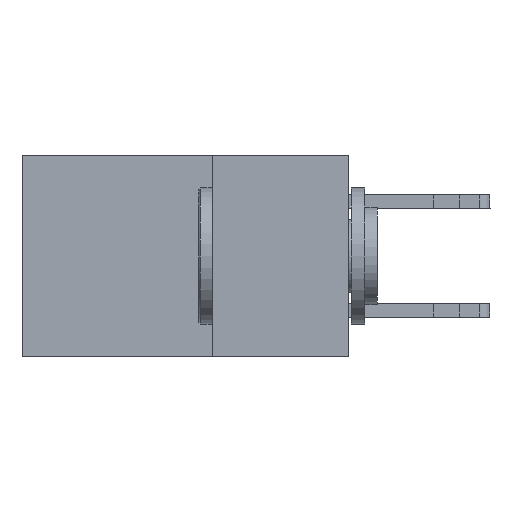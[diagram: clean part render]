
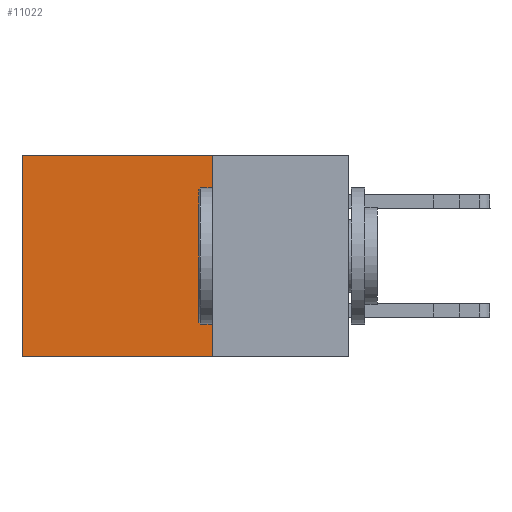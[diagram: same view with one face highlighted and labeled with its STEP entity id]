
A CAD part, left-side view. The second image highlights one B-rep face of the part: STEP entity #11022.
In plain terms, the highlighted planar face has unit normal (-1, 0, 0).
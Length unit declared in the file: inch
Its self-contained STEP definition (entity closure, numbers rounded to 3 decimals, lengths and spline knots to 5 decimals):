
#338 = VECTOR ( 'NONE', #14739, 39.37008 ) ;
#493 = EDGE_CURVE ( 'NONE', #6965, #10700, #10708, .T. ) ;
#1000 = EDGE_CURVE ( 'NONE', #19558, #6785, #2077, .T. ) ;
#1192 = ORIENTED_EDGE ( 'NONE', *, *, #16564, .T. ) ;
#2077 = LINE ( 'NONE', #5372, #338 ) ;
#2701 = LINE ( 'NONE', #20874, #20486 ) ;
#2922 = DIRECTION ( 'NONE',  ( 0., 0., -1. ) ) ;
#3068 = CARTESIAN_POINT ( 'NONE',  ( 0.2615, 0.6, 0. ) ) ;
#3354 = EDGE_LOOP ( 'NONE', ( #11310, #13081, #6376, #1192 ) ) ;
#3794 = CARTESIAN_POINT ( 'NONE',  ( 0.2615, 0.6, -0.37 ) ) ;
#4823 = CARTESIAN_POINT ( 'NONE',  ( 0.2615, 0.25, -0.37 ) ) ;
#5029 = DIRECTION ( 'NONE',  ( 0., 1., 0. ) ) ;
#5372 = CARTESIAN_POINT ( 'NONE',  ( 0.2615, 0.25, -0.37 ) ) ;
#5780 = CARTESIAN_POINT ( 'NONE',  ( 0.2615, 0.25, 0. ) ) ;
#6376 = ORIENTED_EDGE ( 'NONE', *, *, #1000, .F. ) ;
#6785 = VERTEX_POINT ( 'NONE', #4823 ) ;
#6965 = VERTEX_POINT ( 'NONE', #3068 ) ;
#8170 = AXIS2_PLACEMENT_3D ( 'NONE', #10228, #13744, #2922 ) ;
#10228 = CARTESIAN_POINT ( 'NONE',  ( 0.2615, 0.25, -0.37 ) ) ;
#10700 = VERTEX_POINT ( 'NONE', #3794 ) ;
#10708 = LINE ( 'NONE', #16730, #14769 ) ;
#11022 = ADVANCED_FACE ( 'NONE', ( #22112 ), #20620, .F. ) ;
#11310 = ORIENTED_EDGE ( 'NONE', *, *, #493, .T. ) ;
#13081 = ORIENTED_EDGE ( 'NONE', *, *, #19961, .F. ) ;
#13744 = DIRECTION ( 'NONE',  ( 1., 0., 0. ) ) ;
#14173 = VECTOR ( 'NONE', #16696, 39.37008 ) ;
#14739 = DIRECTION ( 'NONE',  ( 0., 0., -1. ) ) ;
#14769 = VECTOR ( 'NONE', #21145, 39.37008 ) ;
#16564 = EDGE_CURVE ( 'NONE', #19558, #6965, #22268, .T. ) ;
#16696 = DIRECTION ( 'NONE',  ( 0., 1., 0. ) ) ;
#16730 = CARTESIAN_POINT ( 'NONE',  ( 0.2615, 0.6, -0.37 ) ) ;
#19558 = VERTEX_POINT ( 'NONE', #5780 ) ;
#19961 = EDGE_CURVE ( 'NONE', #6785, #10700, #2701, .T. ) ;
#20155 = CARTESIAN_POINT ( 'NONE',  ( 0.2615, 0.25, 0. ) ) ;
#20486 = VECTOR ( 'NONE', #5029, 39.37008 ) ;
#20620 = PLANE ( 'NONE',  #8170 ) ;
#20874 = CARTESIAN_POINT ( 'NONE',  ( 0.2615, 0.25, -0.37 ) ) ;
#21145 = DIRECTION ( 'NONE',  ( 0., 0., -1. ) ) ;
#22112 = FACE_OUTER_BOUND ( 'NONE', #3354, .T. ) ;
#22268 = LINE ( 'NONE', #20155, #14173 ) ;
